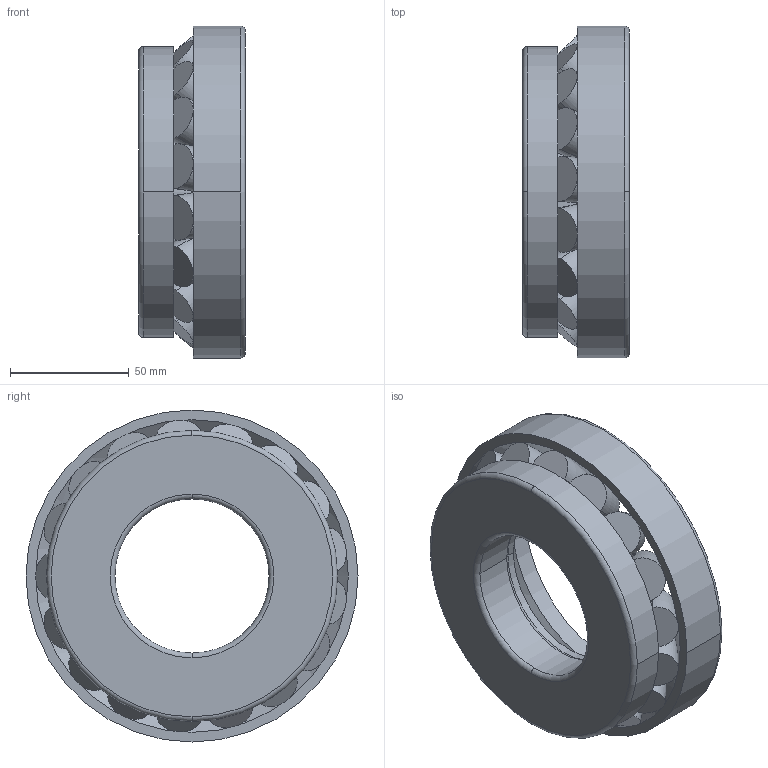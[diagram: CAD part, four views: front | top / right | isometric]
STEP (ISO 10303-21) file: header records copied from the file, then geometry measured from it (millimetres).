
FILE_DESCRIPTION(('STEP AP242'),'1');
FILE_NAME('snr_29413e_2.stp','2024-09-17T07:05:25',('TraceParts'),('TraceParts S.A.'),'Spatial InterOp 3D',' ',' ');
FILE_SCHEMA(('AP242_MANAGED_MODEL_BASED_3D_ENGINEERING_MIM_LF {1 0 10303 442 1 1 4}'));
Length unit declared in the file: millimetre
Products named in the file (1): snr_29413e_2_1
Bounding box: 45 x 140 x 140 mm (x, y, z)
Volume: 353779.2 mm3; surface area: 86588.5 mm2
Topology: 3 solids, 3 shells, 132 faces, 326 edges, 234 vertices
Faces by surface type: torus 78, plane 39, cylinder 10, cone 4, sphere 1
Entity records: 5475 total; most frequent: CARTESIAN_POINT 2185, DIRECTION 740, ORIENTED_EDGE 652, AXIS2_PLACEMENT_3D 363, EDGE_CURVE 326, VERTEX_POINT 234, CIRCLE 228, EDGE_LOOP 172
